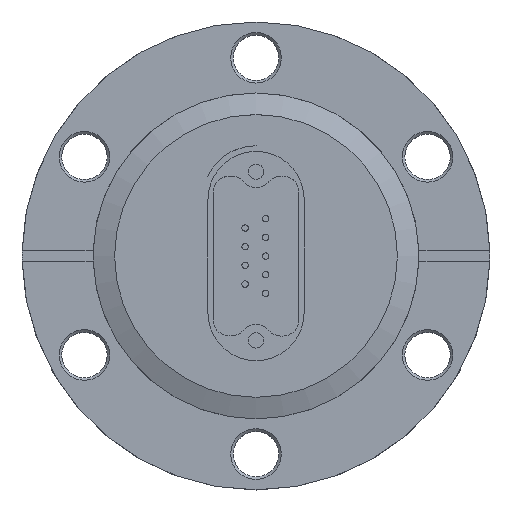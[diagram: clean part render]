
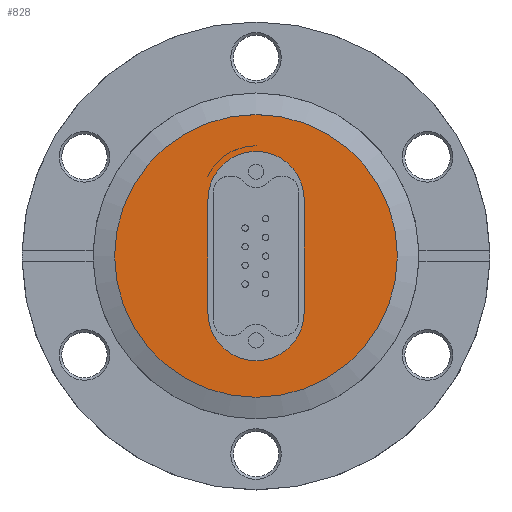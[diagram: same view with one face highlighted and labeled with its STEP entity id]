
A CAD part, top view. The second image highlights one B-rep face of the part: STEP entity #828.
In plain terms, the highlighted planar face has unit normal (0, 0, 1).
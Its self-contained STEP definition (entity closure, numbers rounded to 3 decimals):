
#14 = CARTESIAN_POINT ( 'NONE',  ( 15.091, -8.163, -1.295 ) ) ;
#44 = VERTEX_POINT ( 'NONE', #14 ) ;
#72 = AXIS2_PLACEMENT_3D ( 'NONE', #1921, #2470, #3284 ) ;
#136 = EDGE_CURVE ( 'NONE', #976, #44, #261, .T. ) ;
#192 = DIRECTION ( 'NONE',  ( 0., 1., 0. ) ) ;
#261 = LINE ( 'NONE', #1100, #2243 ) ;
#413 = DIRECTION ( 'NONE',  ( 0., 0., 1. ) ) ;
#414 = ORIENTED_EDGE ( 'NONE', *, *, #3063, .T. ) ;
#415 = CARTESIAN_POINT ( 'NONE',  ( 7.95, 0.226, -1.295 ) ) ;
#446 = AXIS2_PLACEMENT_3D ( 'NONE', #2893, #413, #1232 ) ;
#472 = CARTESIAN_POINT ( 'NONE',  ( 0.816, -8.15, -1.295 ) ) ;
#491 = EDGE_CURVE ( 'NONE', #720, #689, #3542, .T. ) ;
#612 = EDGE_CURVE ( 'NONE', #44, #1744, #3067, .T. ) ;
#646 = FACE_OUTER_BOUND ( 'NONE', #2884, .T. ) ;
#661 = DIRECTION ( 'NONE',  ( 0., 0., 1. ) ) ;
#688 = FACE_BOUND ( 'NONE', #2710, .T. ) ;
#689 = VERTEX_POINT ( 'NONE', #1935 ) ;
#720 = VERTEX_POINT ( 'NONE', #2641 ) ;
#742 = PLANE ( 'NONE',  #446 ) ;
#826 = DIRECTION ( 'NONE',  ( 0., 0., -1. ) ) ;
#828 = ADVANCED_FACE ( 'NONE', ( #688, #646, #1464 ), #742, .T. ) ;
#897 = EDGE_CURVE ( 'NONE', #1744, #1433, #3517, .T. ) ;
#905 = ORIENTED_EDGE ( 'NONE', *, *, #897, .T. ) ;
#976 = VERTEX_POINT ( 'NONE', #1219 ) ;
#1067 = ORIENTED_EDGE ( 'NONE', *, *, #612, .T. ) ;
#1100 = CARTESIAN_POINT ( 'NONE',  ( 15.104, 8.577, -1.295 ) ) ;
#1167 = AXIS2_PLACEMENT_3D ( 'NONE', #2395, #3513, #1579 ) ;
#1188 = EDGE_LOOP ( 'NONE', ( #414, #2448 ) ) ;
#1219 = CARTESIAN_POINT ( 'NONE',  ( 15.104, 8.577, -1.295 ) ) ;
#1232 = DIRECTION ( 'NONE',  ( 1., 0., 0. ) ) ;
#1320 = DIRECTION ( 'NONE',  ( 0.001, 1., 0. ) ) ;
#1414 = ORIENTED_EDGE ( 'NONE', *, *, #1602, .T. ) ;
#1433 = VERTEX_POINT ( 'NONE', #3160 ) ;
#1464 = FACE_BOUND ( 'NONE', #1188, .T. ) ;
#1515 = AXIS2_PLACEMENT_3D ( 'NONE', #3310, #826, #3322 ) ;
#1579 = DIRECTION ( 'NONE',  ( 0., -1., 0. ) ) ;
#1585 = AXIS2_PLACEMENT_3D ( 'NONE', #415, #661, #3444 ) ;
#1602 = EDGE_CURVE ( 'NONE', #1433, #976, #3249, .T. ) ;
#1608 = VECTOR ( 'NONE', #1320, 1000. ) ;
#1744 = VERTEX_POINT ( 'NONE', #3192 ) ;
#1775 = CIRCLE ( 'NONE', #1515, 7.95 ) ;
#1868 = VERTEX_POINT ( 'NONE', #2327 ) ;
#1921 = CARTESIAN_POINT ( 'NONE',  ( 7.953, -8.156, -1.295 ) ) ;
#1935 = CARTESIAN_POINT ( 'NONE',  ( 7.962, 16.558, -1.295 ) ) ;
#1943 = DIRECTION ( 'NONE',  ( -0.001, -1., 0. ) ) ;
#1967 = ORIENTED_EDGE ( 'NONE', *, *, #3295, .T. ) ;
#2243 = VECTOR ( 'NONE', #1943, 1000. ) ;
#2327 = CARTESIAN_POINT ( 'NONE',  ( -13.005, 0.226, -1.295 ) ) ;
#2395 = CARTESIAN_POINT ( 'NONE',  ( 7.966, 8.583, -1.295 ) ) ;
#2448 = ORIENTED_EDGE ( 'NONE', *, *, #491, .F. ) ;
#2470 = DIRECTION ( 'NONE',  ( 0., 0., -1. ) ) ;
#2630 = DIRECTION ( 'NONE',  ( 0., 0., -1. ) ) ;
#2641 = CARTESIAN_POINT ( 'NONE',  ( 0.746, 11.97, -1.295 ) ) ;
#2662 = CARTESIAN_POINT ( 'NONE',  ( 7.966, 8.583, -1.295 ) ) ;
#2700 = CIRCLE ( 'NONE', #1585, 20.955 ) ;
#2710 = EDGE_LOOP ( 'NONE', ( #1067, #905, #1414, #2826 ) ) ;
#2826 = ORIENTED_EDGE ( 'NONE', *, *, #136, .T. ) ;
#2884 = EDGE_LOOP ( 'NONE', ( #1967 ) ) ;
#2893 = CARTESIAN_POINT ( 'NONE',  ( -13.005, 0.226, -1.295 ) ) ;
#3063 = EDGE_CURVE ( 'NONE', #720, #689, #1775, .T. ) ;
#3067 = CIRCLE ( 'NONE', #72, 7.137 ) ;
#3156 = AXIS2_PLACEMENT_3D ( 'NONE', #2662, #2630, #192 ) ;
#3160 = CARTESIAN_POINT ( 'NONE',  ( 0.829, 8.59, -1.295 ) ) ;
#3192 = CARTESIAN_POINT ( 'NONE',  ( 0.816, -8.15, -1.295 ) ) ;
#3249 = CIRCLE ( 'NONE', #3156, 7.137 ) ;
#3284 = DIRECTION ( 'NONE',  ( 0., 1., 0. ) ) ;
#3295 = EDGE_CURVE ( 'NONE', #1868, #1868, #2700, .T. ) ;
#3310 = CARTESIAN_POINT ( 'NONE',  ( 7.95, 8.608, -1.295 ) ) ;
#3322 = DIRECTION ( 'NONE',  ( 1., 0., 0. ) ) ;
#3444 = DIRECTION ( 'NONE',  ( -1., 0., 0. ) ) ;
#3513 = DIRECTION ( 'NONE',  ( 0., 0., -1. ) ) ;
#3517 = LINE ( 'NONE', #472, #1608 ) ;
#3542 = CIRCLE ( 'NONE', #1167, 7.976 ) ;
